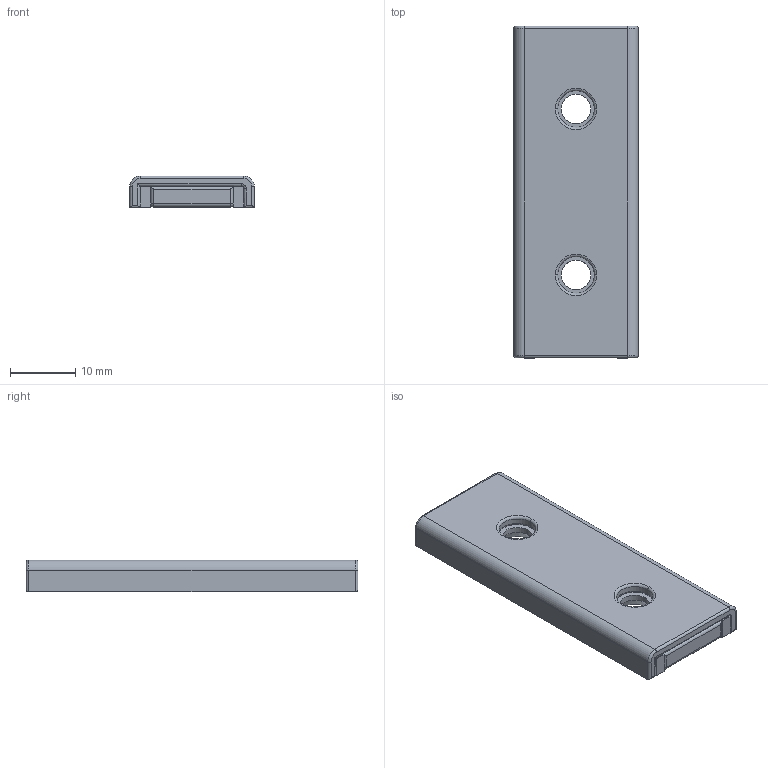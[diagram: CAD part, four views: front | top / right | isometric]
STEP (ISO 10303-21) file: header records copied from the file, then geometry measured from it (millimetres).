
FILE_DESCRIPTION (( 'STEP AP203' ), '1' );
FILE_NAME ('UCHT-P125DP-ZN.STEP', '2020-02-20T17:31:47', ( '' ), ( '' ), 'SwSTEP 2.0', 'SolidWorks 2019', '' );
FILE_SCHEMA (( 'CONFIG_CONTROL_DESIGN' ));
Length unit declared in the file: inch
Products named in the file (1): UCHT-P125DP-ZN
Bounding box: 19.05 x 50.8 x 4.89 mm (x, y, z)
Volume: 4301.1 mm3; surface area: 5346.3 mm2
Topology: 4 solids, 4 shells, 91 faces, 199 edges, 112 vertices
Faces by surface type: cylinder 37, plane 28, torus 18, cone 4, sphere 4
Entity records: 2506 total; most frequent: DIRECTION 445, CARTESIAN_POINT 441, ORIENTED_EDGE 390, EDGE_CURVE 195, AXIS2_PLACEMENT_3D 172, VERTEX_POINT 112, LINE 101, VECTOR 101
